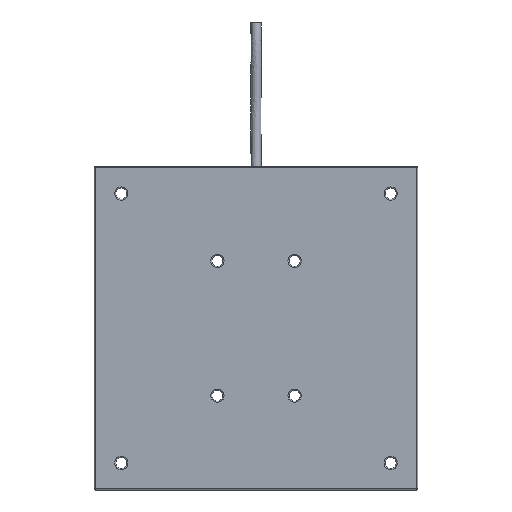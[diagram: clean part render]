
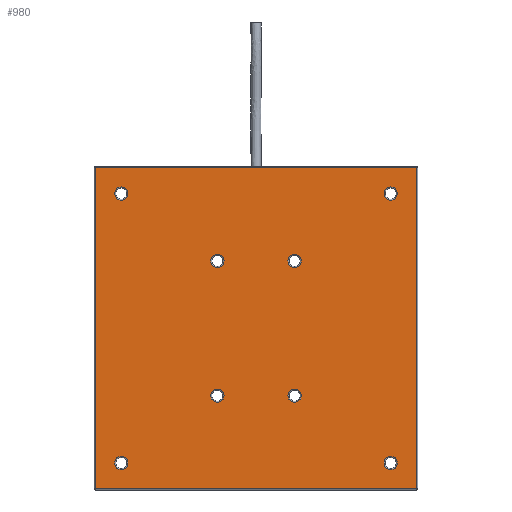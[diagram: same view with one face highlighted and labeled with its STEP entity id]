
A CAD part, front view. The second image highlights one B-rep face of the part: STEP entity #980.
In plain terms, the highlighted planar face has unit normal (0, -1, 0).
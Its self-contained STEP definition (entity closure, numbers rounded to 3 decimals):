
#76=FACE_BOUND('',#261,.T.);
#77=FACE_BOUND('',#262,.T.);
#78=FACE_BOUND('',#263,.T.);
#79=FACE_BOUND('',#264,.T.);
#80=FACE_BOUND('',#265,.T.);
#81=FACE_BOUND('',#266,.T.);
#82=FACE_BOUND('',#267,.T.);
#83=FACE_BOUND('',#268,.T.);
#103=LINE('',#2029,#142);
#104=LINE('',#2031,#143);
#105=LINE('',#2033,#144);
#106=LINE('',#2034,#145);
#142=VECTOR('',#1290,10.);
#143=VECTOR('',#1291,10.);
#144=VECTOR('',#1292,10.);
#145=VECTOR('',#1293,10.);
#176=PLANE('',#1083);
#194=FACE_OUTER_BOUND('',#260,.T.);
#260=EDGE_LOOP('',(#719,#720,#721,#722));
#261=EDGE_LOOP('',(#723));
#262=EDGE_LOOP('',(#724));
#263=EDGE_LOOP('',(#725));
#264=EDGE_LOOP('',(#726));
#265=EDGE_LOOP('',(#727));
#266=EDGE_LOOP('',(#728));
#267=EDGE_LOOP('',(#729));
#268=EDGE_LOOP('',(#730));
#348=CIRCLE('',#1081,1.85);
#350=CIRCLE('',#1084,1.85);
#351=CIRCLE('',#1085,1.85);
#352=CIRCLE('',#1086,1.85);
#353=CIRCLE('',#1087,1.85);
#354=CIRCLE('',#1088,1.85);
#355=CIRCLE('',#1089,1.85);
#356=CIRCLE('',#1090,1.85);
#456=VERTEX_POINT('',#2022);
#457=VERTEX_POINT('',#2027);
#458=VERTEX_POINT('',#2028);
#459=VERTEX_POINT('',#2030);
#460=VERTEX_POINT('',#2032);
#461=VERTEX_POINT('',#2035);
#462=VERTEX_POINT('',#2037);
#463=VERTEX_POINT('',#2039);
#464=VERTEX_POINT('',#2041);
#465=VERTEX_POINT('',#2043);
#466=VERTEX_POINT('',#2045);
#467=VERTEX_POINT('',#2047);
#552=EDGE_CURVE('',#456,#456,#348,.T.);
#554=EDGE_CURVE('',#457,#458,#103,.T.);
#555=EDGE_CURVE('',#459,#457,#104,.T.);
#556=EDGE_CURVE('',#460,#459,#105,.T.);
#557=EDGE_CURVE('',#458,#460,#106,.T.);
#558=EDGE_CURVE('',#461,#461,#350,.T.);
#559=EDGE_CURVE('',#462,#462,#351,.T.);
#560=EDGE_CURVE('',#463,#463,#352,.T.);
#561=EDGE_CURVE('',#464,#464,#353,.T.);
#562=EDGE_CURVE('',#465,#465,#354,.T.);
#563=EDGE_CURVE('',#466,#466,#355,.T.);
#564=EDGE_CURVE('',#467,#467,#356,.T.);
#719=ORIENTED_EDGE('',*,*,#554,.F.);
#720=ORIENTED_EDGE('',*,*,#555,.F.);
#721=ORIENTED_EDGE('',*,*,#556,.F.);
#722=ORIENTED_EDGE('',*,*,#557,.F.);
#723=ORIENTED_EDGE('',*,*,#558,.F.);
#724=ORIENTED_EDGE('',*,*,#559,.F.);
#725=ORIENTED_EDGE('',*,*,#560,.F.);
#726=ORIENTED_EDGE('',*,*,#561,.F.);
#727=ORIENTED_EDGE('',*,*,#562,.F.);
#728=ORIENTED_EDGE('',*,*,#563,.F.);
#729=ORIENTED_EDGE('',*,*,#564,.F.);
#730=ORIENTED_EDGE('',*,*,#552,.F.);
#980=ADVANCED_FACE('',(#194,#76,#77,#78,#79,#80,#81,#82,#83),#176,.F.);
#1081=AXIS2_PLACEMENT_3D('',#2024,#1284,#1285);
#1083=AXIS2_PLACEMENT_3D('',#2026,#1288,#1289);
#1084=AXIS2_PLACEMENT_3D('',#2036,#1294,#1295);
#1085=AXIS2_PLACEMENT_3D('',#2038,#1296,#1297);
#1086=AXIS2_PLACEMENT_3D('',#2040,#1298,#1299);
#1087=AXIS2_PLACEMENT_3D('',#2042,#1300,#1301);
#1088=AXIS2_PLACEMENT_3D('',#2044,#1302,#1303);
#1089=AXIS2_PLACEMENT_3D('',#2046,#1304,#1305);
#1090=AXIS2_PLACEMENT_3D('',#2048,#1306,#1307);
#1284=DIRECTION('center_axis',(0.,-1.,0.));
#1285=DIRECTION('ref_axis',(1.,0.,0.));
#1288=DIRECTION('center_axis',(0.,1.,0.));
#1289=DIRECTION('ref_axis',(1.,0.,0.));
#1290=DIRECTION('',(0.,0.,1.));
#1291=DIRECTION('',(-1.,0.,0.));
#1292=DIRECTION('',(0.,0.,-1.));
#1293=DIRECTION('',(1.,0.,0.));
#1294=DIRECTION('center_axis',(0.,-1.,0.));
#1295=DIRECTION('ref_axis',(1.,0.,0.));
#1296=DIRECTION('center_axis',(0.,-1.,0.));
#1297=DIRECTION('ref_axis',(1.,0.,0.));
#1298=DIRECTION('center_axis',(0.,-1.,0.));
#1299=DIRECTION('ref_axis',(1.,0.,0.));
#1300=DIRECTION('center_axis',(0.,-1.,0.));
#1301=DIRECTION('ref_axis',(1.,0.,0.));
#1302=DIRECTION('center_axis',(0.,-1.,0.));
#1303=DIRECTION('ref_axis',(1.,0.,0.));
#1304=DIRECTION('center_axis',(0.,-1.,0.));
#1305=DIRECTION('ref_axis',(1.,0.,0.));
#1306=DIRECTION('center_axis',(0.,-1.,0.));
#1307=DIRECTION('ref_axis',(1.,0.,0.));
#2022=CARTESIAN_POINT('',(82.5,0.,-5.65));
#2024=CARTESIAN_POINT('Origin',(82.5,0.,-7.5));
#2026=CARTESIAN_POINT('Origin',(45.,0.,-45.));
#2027=CARTESIAN_POINT('',(0.3,0.,-89.7));
#2028=CARTESIAN_POINT('',(0.3,0.,-0.3));
#2029=CARTESIAN_POINT('',(0.3,0.,-67.5));
#2030=CARTESIAN_POINT('',(89.7,0.,-89.7));
#2031=CARTESIAN_POINT('',(67.5,0.,-89.7));
#2032=CARTESIAN_POINT('',(89.7,0.,-0.3));
#2033=CARTESIAN_POINT('',(89.7,0.,-22.5));
#2034=CARTESIAN_POINT('',(22.5,0.,-0.3));
#2035=CARTESIAN_POINT('',(7.5,0.,-5.65));
#2036=CARTESIAN_POINT('Origin',(7.5,0.,-7.5));
#2037=CARTESIAN_POINT('',(82.5,0.,-80.65));
#2038=CARTESIAN_POINT('Origin',(82.5,0.,-82.5));
#2039=CARTESIAN_POINT('',(55.75,0.,-61.9));
#2040=CARTESIAN_POINT('Origin',(55.75,0.,-63.75));
#2041=CARTESIAN_POINT('',(55.75,0.,-24.4));
#2042=CARTESIAN_POINT('Origin',(55.75,0.,-26.25));
#2043=CARTESIAN_POINT('',(34.25,0.,-61.9));
#2044=CARTESIAN_POINT('Origin',(34.25,0.,-63.75));
#2045=CARTESIAN_POINT('',(34.25,0.,-24.4));
#2046=CARTESIAN_POINT('Origin',(34.25,0.,-26.25));
#2047=CARTESIAN_POINT('',(7.5,0.,-80.65));
#2048=CARTESIAN_POINT('Origin',(7.5,0.,-82.5));
